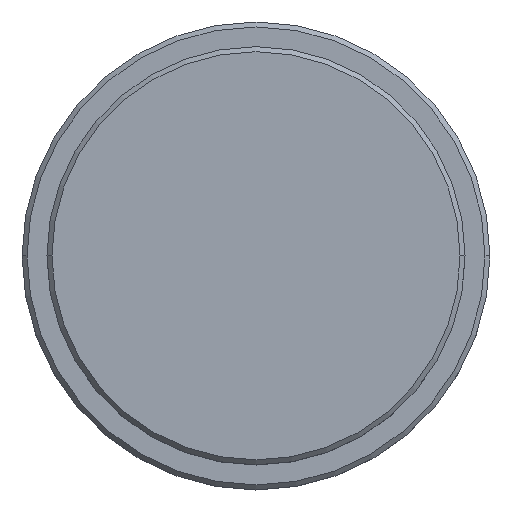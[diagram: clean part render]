
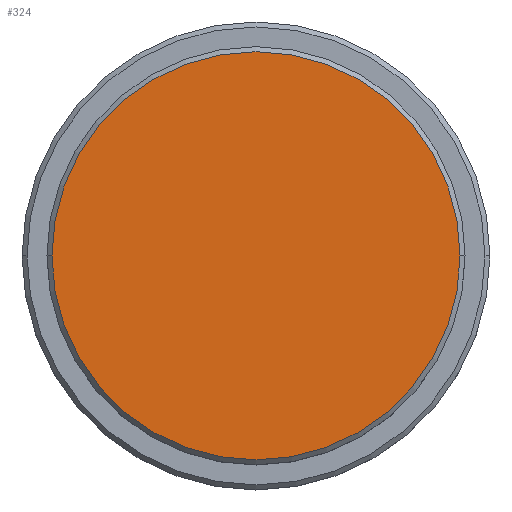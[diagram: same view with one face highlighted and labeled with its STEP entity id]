
A CAD part, top view. The second image highlights one B-rep face of the part: STEP entity #324.
In plain terms, the highlighted planar face has unit normal (0, 0, 1).
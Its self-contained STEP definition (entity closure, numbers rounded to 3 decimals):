
#68 = CARTESIAN_POINT ( 'NONE',  ( 0., 0., 0. ) ) ;
#126 = EDGE_LOOP ( 'NONE', ( #509, #303 ) ) ;
#146 = DIRECTION ( 'NONE',  ( 1., 0., 0. ) ) ;
#189 = DIRECTION ( 'NONE',  ( 0., 0., 1. ) ) ;
#199 = PLANE ( 'NONE',  #540 ) ;
#303 = ORIENTED_EDGE ( 'NONE', *, *, #1387, .T. ) ;
#323 = EDGE_CURVE ( 'NONE', #1114, #633, #1070, .T. ) ;
#324 = ADVANCED_FACE ( 'NONE', ( #1394 ), #199, .T. ) ;
#474 = CARTESIAN_POINT ( 'NONE',  ( 20.5, 0., 0. ) ) ;
#509 = ORIENTED_EDGE ( 'NONE', *, *, #323, .T. ) ;
#510 = DIRECTION ( 'NONE',  ( 1., 0., 0. ) ) ;
#540 = AXIS2_PLACEMENT_3D ( 'NONE', #68, #189, #626 ) ;
#626 = DIRECTION ( 'NONE',  ( 1., 0., 0. ) ) ;
#633 = VERTEX_POINT ( 'NONE', #474 ) ;
#686 = CARTESIAN_POINT ( 'NONE',  ( 0., 0., 0. ) ) ;
#710 = DIRECTION ( 'NONE',  ( 0., 0., 1. ) ) ;
#861 = AXIS2_PLACEMENT_3D ( 'NONE', #686, #1125, #146 ) ;
#1049 = AXIS2_PLACEMENT_3D ( 'NONE', #1170, #710, #510 ) ;
#1070 = CIRCLE ( 'NONE', #1049, 20.5 ) ;
#1080 = CARTESIAN_POINT ( 'NONE',  ( -20.5, 0., 0. ) ) ;
#1114 = VERTEX_POINT ( 'NONE', #1080 ) ;
#1125 = DIRECTION ( 'NONE',  ( 0., 0., 1. ) ) ;
#1170 = CARTESIAN_POINT ( 'NONE',  ( 0., 0., 0. ) ) ;
#1295 = CIRCLE ( 'NONE', #861, 20.5 ) ;
#1387 = EDGE_CURVE ( 'NONE', #633, #1114, #1295, .T. ) ;
#1394 = FACE_OUTER_BOUND ( 'NONE', #126, .T. ) ;
